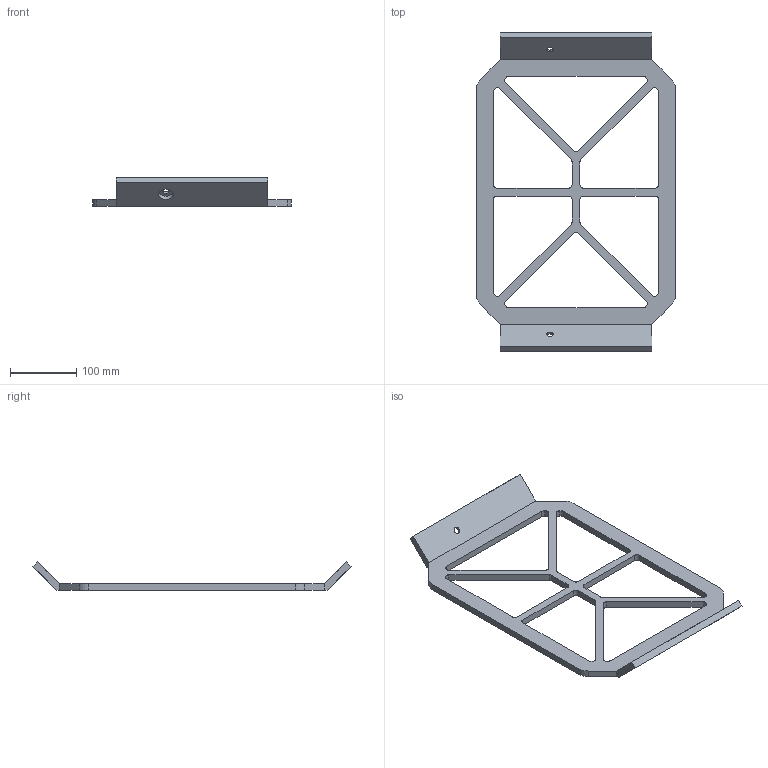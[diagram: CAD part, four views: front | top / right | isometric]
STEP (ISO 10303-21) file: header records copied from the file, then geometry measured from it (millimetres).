
FILE_DESCRIPTION(/* description */ (''),/* implementation_level */ '2;1');
FILE_NAME(/* name */ 'Side Framev2.stp',/* time_stamp */ '2019-11-15T16:59:29-05:00',/* author */ ('rwoods'),/* organization */ (''),/* preprocessor_version */ 'ST-DEVELOPER v17',/* originating_system */ 'Autodesk Inventor 2019',/* authorisation */ '');
FILE_SCHEMA (('AUTOMOTIVE_DESIGN { 1 0 10303 214 3 1 1 }'));
Length unit declared in the file: millimetre
Products named in the file (1): Side Frame
Bounding box: 300 x 480.26 x 43.11 mm (x, y, z)
Volume: 666728.6 mm3; surface area: 187704.5 mm2
Topology: 3 solids, 3 shells, 94 faces, 259 edges, 173 vertices
Faces by surface type: plane 56, cylinder 38
Full cylindrical faces by diameter (mm): 10 x2, 21.9 x2
Entity records: 3084 total; most frequent: CARTESIAN_POINT 527, DIRECTION 526, ORIENTED_EDGE 518, EDGE_CURVE 259, LINE 182, VECTOR 182, VERTEX_POINT 173, AXIS2_PLACEMENT_3D 172
